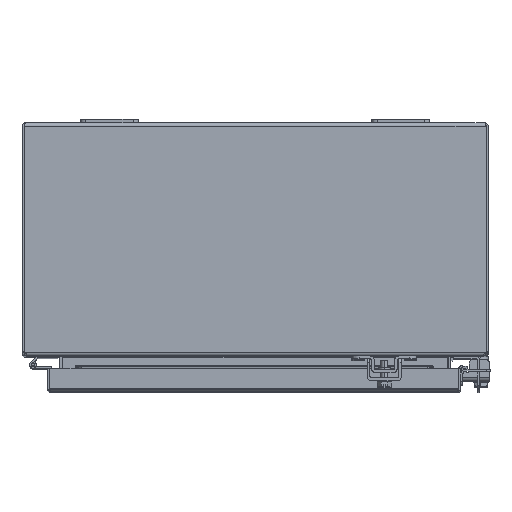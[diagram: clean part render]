
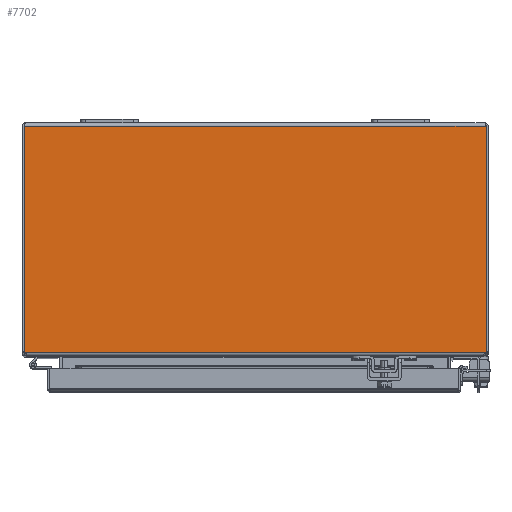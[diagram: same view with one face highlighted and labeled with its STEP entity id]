
A CAD part, top view. The second image highlights one B-rep face of the part: STEP entity #7702.
In plain terms, the highlighted planar face has unit normal (0, 0, 1).
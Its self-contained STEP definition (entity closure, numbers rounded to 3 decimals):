
#210 = LINE ( 'NONE', #6936, #32491 ) ;
#384 = DIRECTION ( 'NONE',  ( 0., -1., 0. ) ) ;
#449 = VECTOR ( 'NONE', #384, 39.37 ) ;
#805 = ORIENTED_EDGE ( 'NONE', *, *, #33038, .F. ) ;
#859 = VERTEX_POINT ( 'NONE', #12334 ) ;
#3315 = DIRECTION ( 'NONE',  ( -1., 0., 0. ) ) ;
#3476 = CIRCLE ( 'NONE', #39979, 0.1 ) ;
#3484 = CARTESIAN_POINT ( 'NONE',  ( -7.828, -7.859, 12. ) ) ;
#4402 = CARTESIAN_POINT ( 'NONE',  ( 7.828, -7.859, 12. ) ) ;
#4460 = EDGE_CURVE ( 'NONE', #42995, #40995, #7278, .T. ) ;
#6936 = CARTESIAN_POINT ( 'NONE',  ( 7.928, 39.37, 12. ) ) ;
#7278 = LINE ( 'NONE', #17858, #28761 ) ;
#7506 = DIRECTION ( 'NONE',  ( -1., 0., 0. ) ) ;
#7702 = ADVANCED_FACE ( 'NONE', ( #20367 ), #34024, .F. ) ;
#7746 = LINE ( 'NONE', #29037, #37686 ) ;
#8626 = DIRECTION ( 'NONE',  ( 1., 0., 0. ) ) ;
#10436 = DIRECTION ( 'NONE',  ( -1., 0., 0. ) ) ;
#11564 = CARTESIAN_POINT ( 'NONE',  ( 7.928, -7.859, 12. ) ) ;
#12334 = CARTESIAN_POINT ( 'NONE',  ( 7.928, -0.108, 12. ) ) ;
#13469 = CARTESIAN_POINT ( 'NONE',  ( -7.922, -7.892, 12. ) ) ;
#14441 = ORIENTED_EDGE ( 'NONE', *, *, #24618, .F. ) ;
#16122 = CARTESIAN_POINT ( 'NONE',  ( 55.406, 0., 12. ) ) ;
#16604 = EDGE_CURVE ( 'NONE', #37106, #17500, #34244, .T. ) ;
#17500 = VERTEX_POINT ( 'NONE', #43561 ) ;
#17858 = CARTESIAN_POINT ( 'NONE',  ( 55.406, -7.892, 12. ) ) ;
#18369 = EDGE_LOOP ( 'NONE', ( #805, #35246, #23228, #37695, #14441, #42821 ) ) ;
#20367 = FACE_OUTER_BOUND ( 'NONE', #18369, .T. ) ;
#21672 = DIRECTION ( 'NONE',  ( 0., 0., -1. ) ) ;
#23228 = ORIENTED_EDGE ( 'NONE', *, *, #30249, .F. ) ;
#23870 = CIRCLE ( 'NONE', #38174, 0.1 ) ;
#24618 = EDGE_CURVE ( 'NONE', #40995, #17500, #23870, .T. ) ;
#24811 = DIRECTION ( 'NONE',  ( 1., 0., 0. ) ) ;
#28761 = VECTOR ( 'NONE', #7506, 39.37 ) ;
#29037 = CARTESIAN_POINT ( 'NONE',  ( 55.406, -0.108, 12. ) ) ;
#30249 = EDGE_CURVE ( 'NONE', #37106, #859, #7746, .T. ) ;
#30380 = VERTEX_POINT ( 'NONE', #11564 ) ;
#30398 = DIRECTION ( 'NONE',  ( 0., 0., -1. ) ) ;
#32491 = VECTOR ( 'NONE', #40991, 39.37 ) ;
#33038 = EDGE_CURVE ( 'NONE', #30380, #42995, #3476, .T. ) ;
#33117 = AXIS2_PLACEMENT_3D ( 'NONE', #16122, #36735, #3315 ) ;
#34024 = PLANE ( 'NONE',  #33117 ) ;
#34244 = LINE ( 'NONE', #38037, #449 ) ;
#35246 = ORIENTED_EDGE ( 'NONE', *, *, #37399, .F. ) ;
#36735 = DIRECTION ( 'NONE',  ( 0., 0., -1. ) ) ;
#37106 = VERTEX_POINT ( 'NONE', #42959 ) ;
#37399 = EDGE_CURVE ( 'NONE', #859, #30380, #210, .T. ) ;
#37686 = VECTOR ( 'NONE', #8626, 39.37 ) ;
#37695 = ORIENTED_EDGE ( 'NONE', *, *, #16604, .T. ) ;
#38007 = CARTESIAN_POINT ( 'NONE',  ( 7.922, -7.892, 12. ) ) ;
#38037 = CARTESIAN_POINT ( 'NONE',  ( -7.928, 39.37, 12. ) ) ;
#38174 = AXIS2_PLACEMENT_3D ( 'NONE', #3484, #30398, #10436 ) ;
#39979 = AXIS2_PLACEMENT_3D ( 'NONE', #4402, #21672, #24811 ) ;
#40991 = DIRECTION ( 'NONE',  ( 0., -1., 0. ) ) ;
#40995 = VERTEX_POINT ( 'NONE', #13469 ) ;
#42821 = ORIENTED_EDGE ( 'NONE', *, *, #4460, .F. ) ;
#42959 = CARTESIAN_POINT ( 'NONE',  ( -7.928, -0.108, 12. ) ) ;
#42995 = VERTEX_POINT ( 'NONE', #38007 ) ;
#43561 = CARTESIAN_POINT ( 'NONE',  ( -7.928, -7.859, 12. ) ) ;
